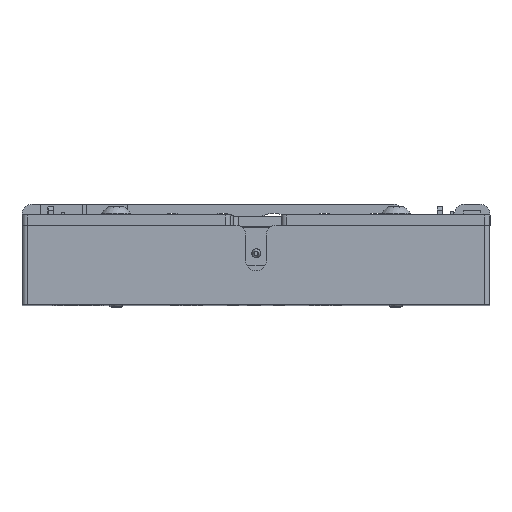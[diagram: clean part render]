
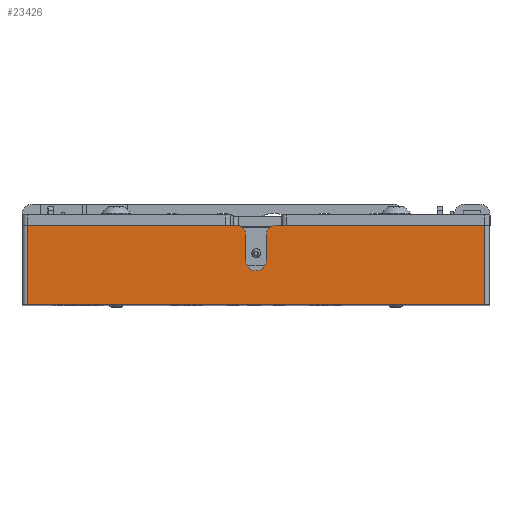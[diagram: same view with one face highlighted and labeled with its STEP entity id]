
A CAD part, top view. The second image highlights one B-rep face of the part: STEP entity #23426.
In plain terms, the highlighted planar face has unit normal (0, 0, 1).
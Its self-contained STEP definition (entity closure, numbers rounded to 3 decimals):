
#357 = VECTOR ( 'NONE', #21927, 1000. ) ;
#1262 = CARTESIAN_POINT ( 'NONE',  ( 60.224, 21.53, 81. ) ) ;
#1578 = ORIENTED_EDGE ( 'NONE', *, *, #18415, .F. ) ;
#1670 = ORIENTED_EDGE ( 'NONE', *, *, #23861, .T. ) ;
#2188 = CARTESIAN_POINT ( 'NONE',  ( -30.776, 5.93, 81. ) ) ;
#2328 = PLANE ( 'NONE',  #43635 ) ;
#3725 = LINE ( 'NONE', #10632, #32167 ) ;
#4075 = LINE ( 'NONE', #21317, #36295 ) ;
#4147 = DIRECTION ( 'NONE',  ( 0., 0., -1. ) ) ;
#4599 = DIRECTION ( 'NONE',  ( -1., 0., 0. ) ) ;
#5378 = LINE ( 'NONE', #29925, #17923 ) ;
#5588 = ORIENTED_EDGE ( 'NONE', *, *, #44750, .F. ) ;
#6650 = VECTOR ( 'NONE', #13905, 1000. ) ;
#7083 = DIRECTION ( 'NONE',  ( 0., 1., 0. ) ) ;
#7198 = CARTESIAN_POINT ( 'NONE',  ( 19.224, 21.53, 81. ) ) ;
#8216 = CIRCLE ( 'NONE', #13419, 2. ) ;
#8395 = EDGE_CURVE ( 'NONE', #40883, #16223, #5378, .T. ) ;
#9289 = ORIENTED_EDGE ( 'NONE', *, *, #8395, .F. ) ;
#10632 = CARTESIAN_POINT ( 'NONE',  ( 17.224, 21.53, 81. ) ) ;
#10978 = CARTESIAN_POINT ( 'NONE',  ( 11.224, 21.53, 81. ) ) ;
#11102 = CARTESIAN_POINT ( 'NONE',  ( -29.776, 5.93, 81. ) ) ;
#12879 = DIRECTION ( 'NONE',  ( 1., 0., 0. ) ) ;
#13136 = CARTESIAN_POINT ( 'NONE',  ( 13.224, 21.53, 81. ) ) ;
#13419 = AXIS2_PLACEMENT_3D ( 'NONE', #43792, #44497, #12879 ) ;
#13905 = DIRECTION ( 'NONE',  ( 1., 0., 0. ) ) ;
#14150 = ORIENTED_EDGE ( 'NONE', *, *, #39661, .F. ) ;
#14280 = VECTOR ( 'NONE', #27115, 1000. ) ;
#14295 = VERTEX_POINT ( 'NONE', #7198 ) ;
#15135 = CIRCLE ( 'NONE', #17352, 2. ) ;
#15173 = VECTOR ( 'NONE', #24226, 1000. ) ;
#15415 = DIRECTION ( 'NONE',  ( 0., 0., 1. ) ) ;
#15454 = EDGE_CURVE ( 'NONE', #14295, #21346, #31973, .T. ) ;
#15972 = DIRECTION ( 'NONE',  ( 1., 0., 0. ) ) ;
#16091 = CIRCLE ( 'NONE', #21177, 2. ) ;
#16223 = VERTEX_POINT ( 'NONE', #10978 ) ;
#16381 = CARTESIAN_POINT ( 'NONE',  ( -30.776, 25.93, 81. ) ) ;
#17352 = AXIS2_PLACEMENT_3D ( 'NONE', #24746, #34830, #38763 ) ;
#17923 = VECTOR ( 'NONE', #15972, 1000. ) ;
#18415 = EDGE_CURVE ( 'NONE', #43982, #24725, #44519, .T. ) ;
#19138 = EDGE_CURVE ( 'NONE', #22190, #43734, #33628, .T. ) ;
#19818 = FACE_OUTER_BOUND ( 'NONE', #24287, .T. ) ;
#21177 = AXIS2_PLACEMENT_3D ( 'NONE', #39490, #15415, #4599 ) ;
#21317 = CARTESIAN_POINT ( 'NONE',  ( 60.224, 25.93, 81. ) ) ;
#21346 = VERTEX_POINT ( 'NONE', #1262 ) ;
#21927 = DIRECTION ( 'NONE',  ( 0., -1., 0. ) ) ;
#22190 = VERTEX_POINT ( 'NONE', #11102 ) ;
#22861 = EDGE_CURVE ( 'NONE', #40883, #22190, #26260, .T. ) ;
#23426 = ADVANCED_FACE ( 'NONE', ( #19818 ), #2328, .F. ) ;
#23465 = ORIENTED_EDGE ( 'NONE', *, *, #35816, .T. ) ;
#23767 = ORIENTED_EDGE ( 'NONE', *, *, #15454, .F. ) ;
#23861 = EDGE_CURVE ( 'NONE', #43982, #16223, #15135, .T. ) ;
#24193 = VERTEX_POINT ( 'NONE', #24467 ) ;
#24226 = DIRECTION ( 'NONE',  ( 1., 0., 0. ) ) ;
#24287 = EDGE_LOOP ( 'NONE', ( #23767, #27355, #14150, #5588, #1578, #1670, #9289, #32488, #30483, #23465 ) ) ;
#24467 = CARTESIAN_POINT ( 'NONE',  ( 17.224, 14.53, 81. ) ) ;
#24725 = VERTEX_POINT ( 'NONE', #37681 ) ;
#24746 = CARTESIAN_POINT ( 'NONE',  ( 11.224, 19.53, 81. ) ) ;
#26260 = LINE ( 'NONE', #32239, #357 ) ;
#27115 = DIRECTION ( 'NONE',  ( 0., -1., 0. ) ) ;
#27355 = ORIENTED_EDGE ( 'NONE', *, *, #40958, .T. ) ;
#28760 = CARTESIAN_POINT ( 'NONE',  ( -30.776, 21.53, 81. ) ) ;
#29500 = CARTESIAN_POINT ( 'NONE',  ( 13.224, 19.53, 81. ) ) ;
#29925 = CARTESIAN_POINT ( 'NONE',  ( -30.776, 21.53, 81. ) ) ;
#30483 = ORIENTED_EDGE ( 'NONE', *, *, #19138, .T. ) ;
#31973 = LINE ( 'NONE', #28760, #6650 ) ;
#32167 = VECTOR ( 'NONE', #42266, 1000. ) ;
#32239 = CARTESIAN_POINT ( 'NONE',  ( -29.776, 25.93, 81. ) ) ;
#32488 = ORIENTED_EDGE ( 'NONE', *, *, #22861, .T. ) ;
#33628 = LINE ( 'NONE', #2188, #15173 ) ;
#34430 = VERTEX_POINT ( 'NONE', #41871 ) ;
#34830 = DIRECTION ( 'NONE',  ( 0., 0., 1. ) ) ;
#35816 = EDGE_CURVE ( 'NONE', #43734, #21346, #4075, .T. ) ;
#36295 = VECTOR ( 'NONE', #7083, 1000. ) ;
#37359 = CARTESIAN_POINT ( 'NONE',  ( 60.224, 5.93, 81. ) ) ;
#37681 = CARTESIAN_POINT ( 'NONE',  ( 13.224, 14.53, 81. ) ) ;
#38763 = DIRECTION ( 'NONE',  ( -1., 0., 0. ) ) ;
#38824 = DIRECTION ( 'NONE',  ( -1., 0., 0. ) ) ;
#39490 = CARTESIAN_POINT ( 'NONE',  ( 19.224, 19.53, 81. ) ) ;
#39661 = EDGE_CURVE ( 'NONE', #24193, #34430, #3725, .T. ) ;
#39941 = CARTESIAN_POINT ( 'NONE',  ( -29.776, 21.53, 81. ) ) ;
#40883 = VERTEX_POINT ( 'NONE', #39941 ) ;
#40958 = EDGE_CURVE ( 'NONE', #14295, #34430, #16091, .T. ) ;
#41871 = CARTESIAN_POINT ( 'NONE',  ( 17.224, 19.53, 81. ) ) ;
#42266 = DIRECTION ( 'NONE',  ( 0., 1., 0. ) ) ;
#43635 = AXIS2_PLACEMENT_3D ( 'NONE', #16381, #4147, #38824 ) ;
#43734 = VERTEX_POINT ( 'NONE', #37359 ) ;
#43792 = CARTESIAN_POINT ( 'NONE',  ( 15.224, 14.53, 81. ) ) ;
#43982 = VERTEX_POINT ( 'NONE', #29500 ) ;
#44497 = DIRECTION ( 'NONE',  ( 0., 0., 1. ) ) ;
#44519 = LINE ( 'NONE', #13136, #14280 ) ;
#44750 = EDGE_CURVE ( 'NONE', #24725, #24193, #8216, .T. ) ;
